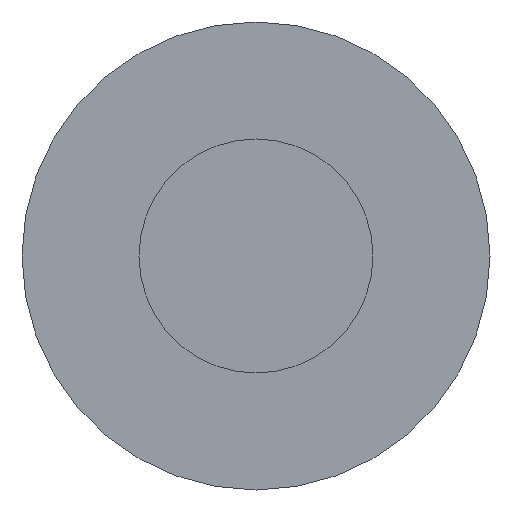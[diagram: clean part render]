
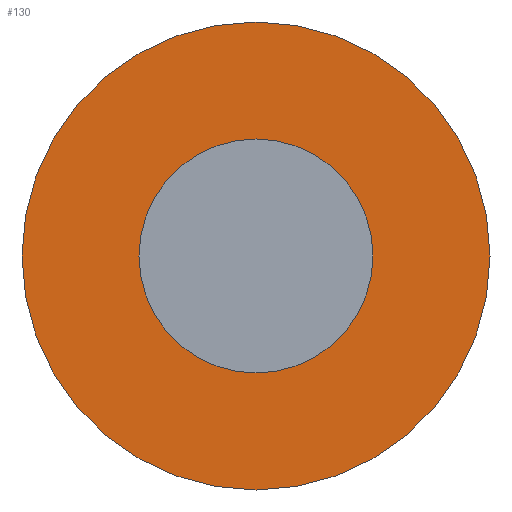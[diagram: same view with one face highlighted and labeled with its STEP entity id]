
A CAD part, front view. The second image highlights one B-rep face of the part: STEP entity #130.
In plain terms, the highlighted planar face has unit normal (0, -1, 0).
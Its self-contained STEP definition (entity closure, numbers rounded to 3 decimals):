
#1=CARTESIAN_POINT('',(0.,0.,0.));
#2=DIRECTION('',(0.,-1.,0.));
#3=DIRECTION('',(1.,0.,0.));
#4=AXIS2_PLACEMENT_3D('',#1,#2,#3);
#16=CARTESIAN_POINT('',(0.,0.,0.));
#17=DIRECTION('',(0.,1.,0.));
#18=DIRECTION('',(1.,0.,0.));
#19=AXIS2_PLACEMENT_3D('',#16,#17,#18);
#31=CARTESIAN_POINT('',(0.,0.,0.));
#32=DIRECTION('',(0.,-1.,0.));
#33=DIRECTION('',(1.,0.,0.));
#34=AXIS2_PLACEMENT_3D('',#31,#32,#33);
#36=CARTESIAN_POINT('',(0.,0.,0.));
#37=DIRECTION('',(0.,1.,0.));
#38=DIRECTION('',(1.,0.,0.));
#39=AXIS2_PLACEMENT_3D('',#36,#37,#38);
#59=CARTESIAN_POINT('',(11.,0.,0.));
#61=VERTEX_POINT('',#59);
#64=CARTESIAN_POINT('',(5.5,0.,0.));
#66=VERTEX_POINT('',#64);
#67=CARTESIAN_POINT('',(-11.,0.,0.));
#69=VERTEX_POINT('',#67);
#72=CARTESIAN_POINT('',(-5.5,0.,0.));
#74=VERTEX_POINT('',#72);
#115=CARTESIAN_POINT('',(0.,0.,0.));
#116=DIRECTION('',(0.,-1.,0.));
#117=DIRECTION('',(-1.,0.,0.));
#118=AXIS2_PLACEMENT_3D('',#115,#116,#117);
#119=PLANE('',#118);
#120=ORIENTED_EDGE('',*,*,#100,.T.);
#121=ORIENTED_EDGE('',*,*,#82,.F.);
#122=EDGE_LOOP('',(#120,#121));
#123=FACE_OUTER_BOUND('',#122,.F.);
#125=ORIENTED_EDGE('',*,*,#124,.T.);
#127=ORIENTED_EDGE('',*,*,#126,.F.);
#128=EDGE_LOOP('',(#125,#127));
#129=FACE_BOUND('',#128,.F.);
#130=ADVANCED_FACE('',(#123,#129),#119,.T.);
#5=CIRCLE('',#4,11.);
#20=CIRCLE('',#19,11.);
#35=CIRCLE('',#34,5.5);
#40=CIRCLE('',#39,5.5);
#82=EDGE_CURVE('',#61,#69,#5,.T.);
#100=EDGE_CURVE('',#61,#69,#20,.T.);
#124=EDGE_CURVE('',#66,#74,#35,.T.);
#126=EDGE_CURVE('',#66,#74,#40,.T.);
